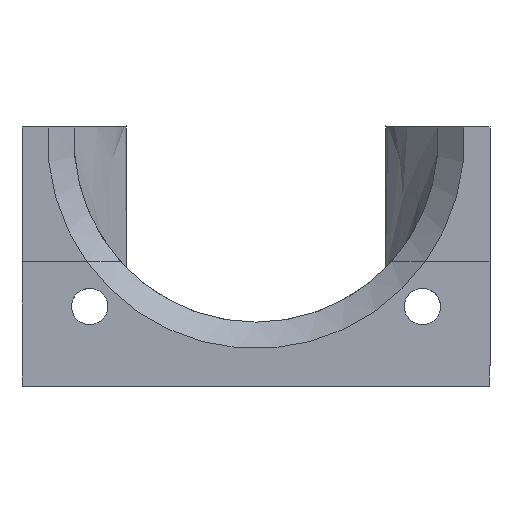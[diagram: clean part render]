
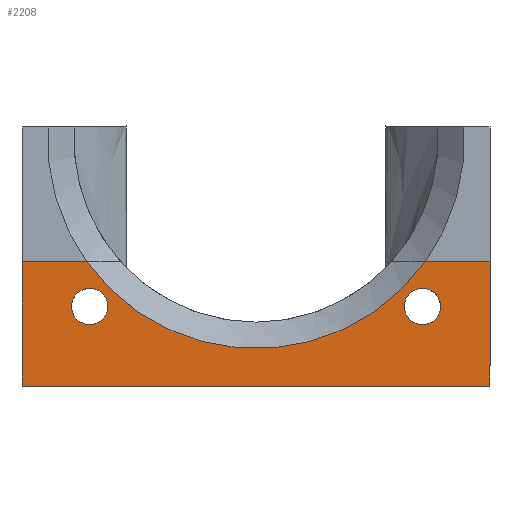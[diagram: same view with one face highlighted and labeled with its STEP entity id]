
A CAD part, left-side view. The second image highlights one B-rep face of the part: STEP entity #2208.
In plain terms, the highlighted planar face has unit normal (-1, 0, 0).
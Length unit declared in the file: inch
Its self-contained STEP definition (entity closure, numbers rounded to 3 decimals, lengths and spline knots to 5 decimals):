
#238=FACE_BOUND('',#696,.T.);
#239=FACE_BOUND('',#697,.T.);
#246=LINE('',#2934,#379);
#250=LINE('',#2946,#383);
#251=LINE('',#2948,#384);
#252=LINE('',#2950,#385);
#253=LINE('',#2952,#386);
#254=LINE('',#2954,#387);
#255=LINE('',#2956,#388);
#256=LINE('',#2958,#389);
#257=LINE('',#2959,#390);
#379=VECTOR('',#2501,0.3937);
#383=VECTOR('',#2507,0.3937);
#384=VECTOR('',#2508,0.3937);
#385=VECTOR('',#2509,0.3937);
#386=VECTOR('',#2510,0.3937);
#387=VECTOR('',#2511,0.3937);
#388=VECTOR('',#2512,0.3937);
#389=VECTOR('',#2513,0.3937);
#390=VECTOR('',#2514,0.3937);
#513=PLANE('',#2349);
#570=FACE_OUTER_BOUND('',#695,.T.);
#695=EDGE_LOOP('',(#1497,#1498,#1499,#1500,#1501,#1502,#1503,#1504,#1505,
#1506));
#696=EDGE_LOOP('',(#1507));
#697=EDGE_LOOP('',(#1508));
#826=CIRCLE('',#2346,0.78898);
#828=CIRCLE('',#2350,0.0689);
#829=CIRCLE('',#2351,0.0689);
#895=VERTEX_POINT('',#2921);
#896=VERTEX_POINT('',#2925);
#898=VERTEX_POINT('',#2933);
#902=VERTEX_POINT('',#2945);
#903=VERTEX_POINT('',#2947);
#904=VERTEX_POINT('',#2949);
#905=VERTEX_POINT('',#2951);
#906=VERTEX_POINT('',#2953);
#907=VERTEX_POINT('',#2955);
#908=VERTEX_POINT('',#2957);
#909=VERTEX_POINT('',#2960);
#910=VERTEX_POINT('',#2962);
#1130=EDGE_CURVE('',#895,#896,#826,.T.);
#1133=EDGE_CURVE('',#898,#896,#246,.T.);
#1138=EDGE_CURVE('',#895,#902,#250,.T.);
#1139=EDGE_CURVE('',#903,#902,#251,.T.);
#1140=EDGE_CURVE('',#904,#903,#252,.T.);
#1141=EDGE_CURVE('',#905,#904,#253,.T.);
#1142=EDGE_CURVE('',#906,#905,#254,.T.);
#1143=EDGE_CURVE('',#907,#906,#255,.T.);
#1144=EDGE_CURVE('',#908,#907,#256,.T.);
#1145=EDGE_CURVE('',#898,#908,#257,.T.);
#1146=EDGE_CURVE('',#909,#909,#828,.T.);
#1147=EDGE_CURVE('',#910,#910,#829,.T.);
#1497=ORIENTED_EDGE('',*,*,#1130,.F.);
#1498=ORIENTED_EDGE('',*,*,#1138,.T.);
#1499=ORIENTED_EDGE('',*,*,#1139,.F.);
#1500=ORIENTED_EDGE('',*,*,#1140,.F.);
#1501=ORIENTED_EDGE('',*,*,#1141,.F.);
#1502=ORIENTED_EDGE('',*,*,#1142,.F.);
#1503=ORIENTED_EDGE('',*,*,#1143,.F.);
#1504=ORIENTED_EDGE('',*,*,#1144,.F.);
#1505=ORIENTED_EDGE('',*,*,#1145,.F.);
#1506=ORIENTED_EDGE('',*,*,#1133,.T.);
#1507=ORIENTED_EDGE('',*,*,#1146,.T.);
#1508=ORIENTED_EDGE('',*,*,#1147,.T.);
#2208=ADVANCED_FACE('',(#570,#238,#239),#513,.T.);
#2346=AXIS2_PLACEMENT_3D('',#2926,#2495,#2496);
#2349=AXIS2_PLACEMENT_3D('',#2944,#2505,#2506);
#2350=AXIS2_PLACEMENT_3D('',#2961,#2515,#2516);
#2351=AXIS2_PLACEMENT_3D('',#2963,#2517,#2518);
#2495=DIRECTION('center_axis',(-1.,0.,0.));
#2496=DIRECTION('ref_axis',(0.,1.,0.));
#2501=DIRECTION('',(0.,1.,0.));
#2505=DIRECTION('center_axis',(-1.,0.,0.));
#2506=DIRECTION('ref_axis',(0.,0.,-1.));
#2507=DIRECTION('',(0.,1.,0.));
#2508=DIRECTION('',(0.,0.,1.));
#2509=DIRECTION('',(0.,1.,0.));
#2510=DIRECTION('',(0.,0.,1.));
#2511=DIRECTION('',(0.,1.,0.));
#2512=DIRECTION('',(0.,0.,-1.));
#2513=DIRECTION('',(0.,1.,0.));
#2514=DIRECTION('',(0.,0.,-1.));
#2515=DIRECTION('center_axis',(1.,0.,0.));
#2516=DIRECTION('ref_axis',(0.,1.,0.));
#2517=DIRECTION('center_axis',(1.,0.,0.));
#2518=DIRECTION('ref_axis',(0.,1.,0.));
#2921=CARTESIAN_POINT('',(-0.62992,1.52706,0.47244));
#2925=CARTESIAN_POINT('',(-0.62992,0.24459,0.47244));
#2926=CARTESIAN_POINT('Origin',(-0.62992,0.88583,0.93212));
#2933=CARTESIAN_POINT('',(-0.62992,-0.00017,0.47244));
#2934=CARTESIAN_POINT('',(-0.62992,0.88583,0.47244));
#2944=CARTESIAN_POINT('Origin',(-0.62992,0.88583,0.47244));
#2945=CARTESIAN_POINT('',(-0.62992,1.77183,0.47244));
#2946=CARTESIAN_POINT('',(-0.62992,0.88583,0.47244));
#2947=CARTESIAN_POINT('',(-0.62992,1.77183,0.07874));
#2948=CARTESIAN_POINT('',(-0.62992,1.77183,0.47244));
#2949=CARTESIAN_POINT('',(-0.62992,1.77165,0.07874));
#2950=CARTESIAN_POINT('',(-0.62992,0.88583,0.07874));
#2951=CARTESIAN_POINT('',(-0.62992,1.77165,0.));
#2952=CARTESIAN_POINT('',(-0.62992,1.77165,0.05906));
#2953=CARTESIAN_POINT('',(-0.62992,0.,0.));
#2954=CARTESIAN_POINT('',(-0.62992,0.88583,0.));
#2955=CARTESIAN_POINT('',(-0.62992,0.,0.07874));
#2956=CARTESIAN_POINT('',(-0.62992,0.,0.05906));
#2957=CARTESIAN_POINT('',(-0.62992,-0.00017,0.07874));
#2958=CARTESIAN_POINT('',(-0.62992,0.88583,0.07874));
#2959=CARTESIAN_POINT('',(-0.62992,-0.00017,0.47244));
#2960=CARTESIAN_POINT('',(-0.62992,1.44685,0.3022));
#2961=CARTESIAN_POINT('Origin',(-0.62992,1.51575,0.3022));
#2962=CARTESIAN_POINT('',(-0.62992,0.18701,0.3022));
#2963=CARTESIAN_POINT('Origin',(-0.62992,0.25591,0.3022));
